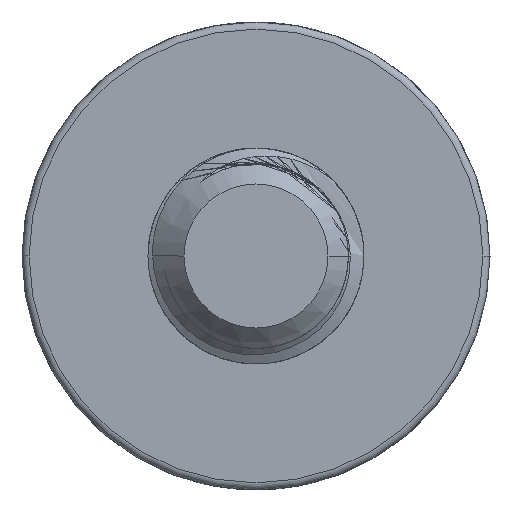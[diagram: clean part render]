
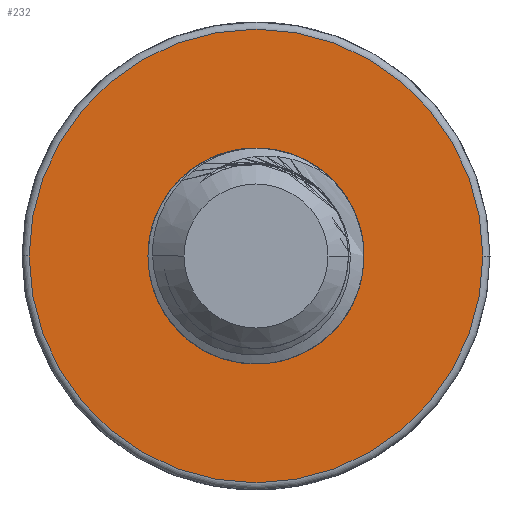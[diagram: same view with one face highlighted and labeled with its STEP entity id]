
A CAD part, left-side view. The second image highlights one B-rep face of the part: STEP entity #232.
In plain terms, the highlighted planar face has unit normal (-1, 0, 0).
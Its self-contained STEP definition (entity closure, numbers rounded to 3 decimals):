
#55 = CIRCLE ( 'NONE', #948, 6.3 ) ;
#232 = ADVANCED_FACE ( 'NONE', ( #13880, #18184 ), #13610, .F. ) ;
#511 = CARTESIAN_POINT ( 'NONE',  ( 16.993, -0.153, -3.004 ) ) ;
#948 = AXIS2_PLACEMENT_3D ( 'NONE', #5747, #13033, #12758 ) ;
#982 = CARTESIAN_POINT ( 'NONE',  ( 16.993, 0.543, 2.943 ) ) ;
#1107 = AXIS2_PLACEMENT_3D ( 'NONE', #1997, #15998, #10660 ) ;
#1787 = ORIENTED_EDGE ( 'NONE', *, *, #2857, .T. ) ;
#1997 = CARTESIAN_POINT ( 'NONE',  ( 16.993, -0.064, 0. ) ) ;
#2003 = CARTESIAN_POINT ( 'NONE',  ( 16.993, -0.833, -2.905 ) ) ;
#2094 = CARTESIAN_POINT ( 'NONE',  ( 16.993, -2.499, -1.761 ) ) ;
#2195 = CARTESIAN_POINT ( 'NONE',  ( 16.993, 1.778, -2.392 ) ) ;
#2292 = CARTESIAN_POINT ( 'NONE',  ( 16.993, -0.482, 2.976 ) ) ;
#2387 = CARTESIAN_POINT ( 'NONE',  ( 16.993, -1.458, 2.662 ) ) ;
#2479 = CARTESIAN_POINT ( 'NONE',  ( 16.993, 2.038, 2.141 ) ) ;
#2570 = CARTESIAN_POINT ( 'NONE',  ( 16.993, -0.65, 2.947 ) ) ;
#2661 = CARTESIAN_POINT ( 'NONE',  ( 16.993, -2.683, -1.473 ) ) ;
#2857 = EDGE_CURVE ( 'NONE', #2875, #9185, #8234, .T. ) ;
#2875 = VERTEX_POINT ( 'NONE', #6270 ) ;
#3253 = EDGE_LOOP ( 'NONE', ( #11041, #7406 ) ) ;
#3314 = CARTESIAN_POINT ( 'NONE',  ( 16.993, 2.936, -0.346 ) ) ;
#3402 = CARTESIAN_POINT ( 'NONE',  ( 16.993, -1.158, -2.799 ) ) ;
#3494 = CARTESIAN_POINT ( 'NONE',  ( 16.993, -2.395, -1.897 ) ) ;
#3587 = CARTESIAN_POINT ( 'NONE',  ( 16.993, 2.644, -1.335 ) ) ;
#3685 = CARTESIAN_POINT ( 'NONE',  ( 16.993, -1.607, 2.579 ) ) ;
#3865 = CARTESIAN_POINT ( 'NONE',  ( 16.993, -2.272, 2.038 ) ) ;
#4707 = CARTESIAN_POINT ( 'NONE',  ( 16.993, 2.038, -2.168 ) ) ;
#4987 = EDGE_CURVE ( 'NONE', #9167, #5663, #9478, .T. ) ;
#5072 = CARTESIAN_POINT ( 'NONE',  ( 16.993, -3.069, 0.009 ) ) ;
#5165 = CARTESIAN_POINT ( 'NONE',  ( 16.993, -1.891, 2.386 ) ) ;
#5254 = CARTESIAN_POINT ( 'NONE',  ( 16.993, -3.051, -0.335 ) ) ;
#5343 = CARTESIAN_POINT ( 'NONE',  ( 16.993, -2.677, 1.484 ) ) ;
#5512 = CIRCLE ( 'NONE', #15366, 3. ) ;
#5618 = EDGE_LOOP ( 'NONE', ( #1787, #11521 ) ) ;
#5663 = VERTEX_POINT ( 'NONE', #16627 ) ;
#5747 = CARTESIAN_POINT ( 'NONE',  ( 16.993, -0.064, 0. ) ) ;
#6270 = CARTESIAN_POINT ( 'NONE',  ( 16.993, -6.364, 0. ) ) ;
#6275 = CARTESIAN_POINT ( 'NONE',  ( 16.993, 0.866, -2.873 ) ) ;
#6552 = CARTESIAN_POINT ( 'NONE',  ( 16.993, -3.026, -0.507 ) ) ;
#6649 = CARTESIAN_POINT ( 'NONE',  ( 16.993, 1.78, 2.373 ) ) ;
#6693 = DIRECTION ( 'NONE',  ( 0., 1., 0. ) ) ;
#6832 = CARTESIAN_POINT ( 'NONE',  ( 16.993, 1.498, 2.567 ) ) ;
#6920 = CARTESIAN_POINT ( 'NONE',  ( 16.993, -2.891, 1.018 ) ) ;
#7406 = ORIENTED_EDGE ( 'NONE', *, *, #4987, .F. ) ;
#7588 = CARTESIAN_POINT ( 'NONE',  ( 16.993, 0.189, -2.994 ) ) ;
#7676 = CARTESIAN_POINT ( 'NONE',  ( 16.993, -1.621, -2.57 ) ) ;
#7958 = CARTESIAN_POINT ( 'NONE',  ( 16.993, 1.038, 2.795 ) ) ;
#8049 = CARTESIAN_POINT ( 'NONE',  ( 16.993, 0.375, 2.973 ) ) ;
#8229 = CARTESIAN_POINT ( 'NONE',  ( 16.993, -3.024, 0.519 ) ) ;
#8234 = CIRCLE ( 'NONE', #1107, 6.3 ) ;
#8986 = CARTESIAN_POINT ( 'NONE',  ( 16.993, 2.476, -1.633 ) ) ;
#9072 = CARTESIAN_POINT ( 'NONE',  ( 16.993, -1.317, -2.731 ) ) ;
#9167 = VERTEX_POINT ( 'NONE', #14883 ) ;
#9185 = VERTEX_POINT ( 'NONE', #16570 ) ;
#9197 = EDGE_CURVE ( 'NONE', #5663, #9167, #5512, .T. ) ;
#9272 = DIRECTION ( 'NONE',  ( 0., -1., 0. ) ) ;
#9356 = CARTESIAN_POINT ( 'NONE',  ( 16.993, -2.764, -1.32 ) ) ;
#9478 = B_SPLINE_CURVE_WITH_KNOTS ( 'NONE', 3,
 ( #12150, #3314, #10665, #3587, #8986, #4707, #2195, #14685, #6275, #14869, #7588, #511, #11884, #16182, #2003, #3402, #9072, #7676, #13377, #10572, #11968, #3494, #2094, #2661, #9356, #9536, #12628, #6552, #5254, #5072, #16467, #8229, #16651, #6920, #17955, #5343, #11133, #9629, #3865, #15341, #5165, #3685, #2387, #16840, #15058, #2570, #2292, #10854, #13930, #8049, #982, #13837, #7958, #13655, #6832, #6649, #15245, #2479 ),
 .UNSPECIFIED., .F., .F.,
 ( 4, 2, 2, 2, 2, 2, 2, 2, 2, 2, 2, 2, 2, 2, 2, 2, 2, 2, 2, 2, 2, 2, 2, 2, 2, 2, 2, 2, 4 ),
 ( 0., 0.001, 0.002, 0.003, 0.004, 0.005, 0.005, 0.006, 0.006, 0.007, 0.007, 0.008, 0.008, 0.009, 0.009, 0.01, 0.01, 0.011, 0.011, 0.012, 0.012, 0.013, 0.013, 0.014, 0.014, 0.015, 0.015, 0.016, 0.016 ),
 .UNSPECIFIED. ) ;
#9536 = CARTESIAN_POINT ( 'NONE',  ( 16.993, -2.897, -1.002 ) ) ;
#9629 = CARTESIAN_POINT ( 'NONE',  ( 16.993, -2.384, 1.91 ) ) ;
#10572 = CARTESIAN_POINT ( 'NONE',  ( 16.993, -2.035, -2.268 ) ) ;
#10660 = DIRECTION ( 'NONE',  ( 0., -1., 0. ) ) ;
#10665 = CARTESIAN_POINT ( 'NONE',  ( 16.993, 2.877, -0.683 ) ) ;
#10681 = DIRECTION ( 'NONE',  ( -1., 0., 0. ) ) ;
#10854 = CARTESIAN_POINT ( 'NONE',  ( 16.993, -0.14, 3.004 ) ) ;
#11041 = ORIENTED_EDGE ( 'NONE', *, *, #9197, .F. ) ;
#11087 = DIRECTION ( 'NONE',  ( 1., 0., 0. ) ) ;
#11133 = CARTESIAN_POINT ( 'NONE',  ( 16.993, -2.587, 1.633 ) ) ;
#11521 = ORIENTED_EDGE ( 'NONE', *, *, #16111, .T. ) ;
#11884 = CARTESIAN_POINT ( 'NONE',  ( 16.993, -0.325, -2.994 ) ) ;
#11968 = CARTESIAN_POINT ( 'NONE',  ( 16.993, -2.163, -2.151 ) ) ;
#12097 = AXIS2_PLACEMENT_3D ( 'NONE', #12203, #11087, #6693 ) ;
#12150 = CARTESIAN_POINT ( 'NONE',  ( 16.993, 2.936, 0. ) ) ;
#12203 = CARTESIAN_POINT ( 'NONE',  ( 16.993, 2.936, 0. ) ) ;
#12628 = CARTESIAN_POINT ( 'NONE',  ( 16.993, -2.949, -0.84 ) ) ;
#12758 = DIRECTION ( 'NONE',  ( 0., -1., 0. ) ) ;
#13033 = DIRECTION ( 'NONE',  ( -1., 0., 0. ) ) ;
#13377 = CARTESIAN_POINT ( 'NONE',  ( 16.993, -1.765, -2.477 ) ) ;
#13610 = PLANE ( 'NONE',  #12097 ) ;
#13655 = CARTESIAN_POINT ( 'NONE',  ( 16.993, 1.349, 2.652 ) ) ;
#13837 = CARTESIAN_POINT ( 'NONE',  ( 16.993, 0.874, 2.855 ) ) ;
#13880 = FACE_BOUND ( 'NONE', #3253, .T. ) ;
#13930 = CARTESIAN_POINT ( 'NONE',  ( 16.993, 0.034, 3.003 ) ) ;
#14685 = CARTESIAN_POINT ( 'NONE',  ( 16.993, 1.186, -2.749 ) ) ;
#14869 = CARTESIAN_POINT ( 'NONE',  ( 16.993, 0.359, -2.975 ) ) ;
#14883 = CARTESIAN_POINT ( 'NONE',  ( 16.993, 2.936, 0. ) ) ;
#15058 = CARTESIAN_POINT ( 'NONE',  ( 16.993, -0.982, 2.861 ) ) ;
#15245 = CARTESIAN_POINT ( 'NONE',  ( 16.993, 1.914, 2.262 ) ) ;
#15341 = CARTESIAN_POINT ( 'NONE',  ( 16.993, -2.026, 2.276 ) ) ;
#15366 = AXIS2_PLACEMENT_3D ( 'NONE', #17687, #10681, #9272 ) ;
#15998 = DIRECTION ( 'NONE',  ( -1., 0., 0. ) ) ;
#16111 = EDGE_CURVE ( 'NONE', #9185, #2875, #55, .T. ) ;
#16182 = CARTESIAN_POINT ( 'NONE',  ( 16.993, -0.667, -2.944 ) ) ;
#16467 = CARTESIAN_POINT ( 'NONE',  ( 16.993, -3.064, 0.179 ) ) ;
#16570 = CARTESIAN_POINT ( 'NONE',  ( 16.993, 6.236, 0. ) ) ;
#16627 = CARTESIAN_POINT ( 'NONE',  ( 16.993, 2.038, 2.141 ) ) ;
#16651 = CARTESIAN_POINT ( 'NONE',  ( 16.993, -2.989, 0.689 ) ) ;
#16840 = CARTESIAN_POINT ( 'NONE',  ( 16.993, -1.146, 2.803 ) ) ;
#17687 = CARTESIAN_POINT ( 'NONE',  ( 16.993, -0.064, 0. ) ) ;
#17955 = CARTESIAN_POINT ( 'NONE',  ( 16.993, -2.829, 1.177 ) ) ;
#18184 = FACE_OUTER_BOUND ( 'NONE', #5618, .T. ) ;
